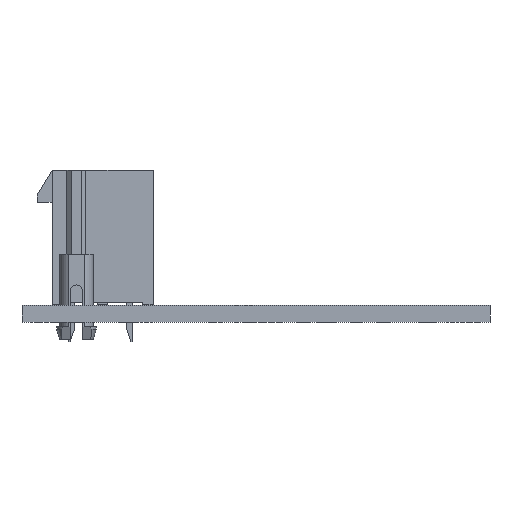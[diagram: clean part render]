
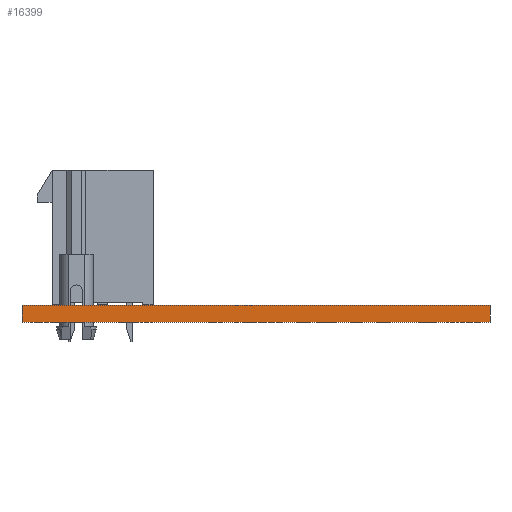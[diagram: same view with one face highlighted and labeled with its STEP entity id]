
A CAD part, front view. The second image highlights one B-rep face of the part: STEP entity #16399.
In plain terms, the highlighted planar face has unit normal (0, -1, 0).
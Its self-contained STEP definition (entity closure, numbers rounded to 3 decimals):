
#16399 = ADVANCED_FACE('',(#16400),#16414,.T.);
#16400 = FACE_BOUND('',#16401,.T.);
#16401 = EDGE_LOOP('',(#16402,#16437,#16465,#16493));
#16402 = ORIENTED_EDGE('',*,*,#16403,.T.);
#16403 = EDGE_CURVE('',#16404,#16406,#16408,.T.);
#16404 = VERTEX_POINT('',#16405);
#16405 = CARTESIAN_POINT('',(44.45,-0.,0.));
#16406 = VERTEX_POINT('',#16407);
#16407 = CARTESIAN_POINT('',(44.45,0.,1.6));
#16408 = SURFACE_CURVE('',#16409,(#16413,#16425),.PCURVE_S1.);
#16409 = LINE('',#16410,#16411);
#16410 = CARTESIAN_POINT('',(44.45,-0.,0.));
#16411 = VECTOR('',#16412,1.);
#16412 = DIRECTION('',(0.,0.,1.));
#16413 = PCURVE('',#16414,#16419);
#16414 = PLANE('',#16415);
#16415 = AXIS2_PLACEMENT_3D('',#16416,#16417,#16418);
#16416 = CARTESIAN_POINT('',(44.45,0.,0.));
#16417 = DIRECTION('',(0.,-1.,0.));
#16418 = DIRECTION('',(-1.,0.,0.));
#16419 = DEFINITIONAL_REPRESENTATION('',(#16420),#16424);
#16420 = LINE('',#16421,#16422);
#16421 = CARTESIAN_POINT('',(0.,0.));
#16422 = VECTOR('',#16423,1.);
#16423 = DIRECTION('',(0.,-1.));
#16424 = ( GEOMETRIC_REPRESENTATION_CONTEXT(2) 
PARAMETRIC_REPRESENTATION_CONTEXT() REPRESENTATION_CONTEXT('2D SPACE',''
  ) );
#16425 = PCURVE('',#16426,#16431);
#16426 = PLANE('',#16427);
#16427 = AXIS2_PLACEMENT_3D('',#16428,#16429,#16430);
#16428 = CARTESIAN_POINT('',(44.45,69.85,0.));
#16429 = DIRECTION('',(1.,0.,-0.));
#16430 = DIRECTION('',(0.,-1.,0.));
#16431 = DEFINITIONAL_REPRESENTATION('',(#16432),#16436);
#16432 = LINE('',#16433,#16434);
#16433 = CARTESIAN_POINT('',(69.85,0.));
#16434 = VECTOR('',#16435,1.);
#16435 = DIRECTION('',(0.,-1.));
#16436 = ( GEOMETRIC_REPRESENTATION_CONTEXT(2) 
PARAMETRIC_REPRESENTATION_CONTEXT() REPRESENTATION_CONTEXT('2D SPACE',''
  ) );
#16437 = ORIENTED_EDGE('',*,*,#16438,.T.);
#16438 = EDGE_CURVE('',#16406,#16439,#16441,.T.);
#16439 = VERTEX_POINT('',#16440);
#16440 = CARTESIAN_POINT('',(0.,0.,1.6));
#16441 = SURFACE_CURVE('',#16442,(#16446,#16453),.PCURVE_S1.);
#16442 = LINE('',#16443,#16444);
#16443 = CARTESIAN_POINT('',(44.45,0.,1.6));
#16444 = VECTOR('',#16445,1.);
#16445 = DIRECTION('',(-1.,0.,0.));
#16446 = PCURVE('',#16414,#16447);
#16447 = DEFINITIONAL_REPRESENTATION('',(#16448),#16452);
#16448 = LINE('',#16449,#16450);
#16449 = CARTESIAN_POINT('',(0.,-1.6));
#16450 = VECTOR('',#16451,1.);
#16451 = DIRECTION('',(1.,0.));
#16452 = ( GEOMETRIC_REPRESENTATION_CONTEXT(2) 
PARAMETRIC_REPRESENTATION_CONTEXT() REPRESENTATION_CONTEXT('2D SPACE',''
  ) );
#16453 = PCURVE('',#16454,#16459);
#16454 = PLANE('',#16455);
#16455 = AXIS2_PLACEMENT_3D('',#16456,#16457,#16458);
#16456 = CARTESIAN_POINT('',(22.225,34.925,1.6));
#16457 = DIRECTION('',(-0.,-0.,-1.));
#16458 = DIRECTION('',(-1.,0.,0.));
#16459 = DEFINITIONAL_REPRESENTATION('',(#16460),#16464);
#16460 = LINE('',#16461,#16462);
#16461 = CARTESIAN_POINT('',(-22.225,-34.925));
#16462 = VECTOR('',#16463,1.);
#16463 = DIRECTION('',(1.,0.));
#16464 = ( GEOMETRIC_REPRESENTATION_CONTEXT(2) 
PARAMETRIC_REPRESENTATION_CONTEXT() REPRESENTATION_CONTEXT('2D SPACE',''
  ) );
#16465 = ORIENTED_EDGE('',*,*,#16466,.F.);
#16466 = EDGE_CURVE('',#16467,#16439,#16469,.T.);
#16467 = VERTEX_POINT('',#16468);
#16468 = CARTESIAN_POINT('',(0.,-0.,0.));
#16469 = SURFACE_CURVE('',#16470,(#16474,#16481),.PCURVE_S1.);
#16470 = LINE('',#16471,#16472);
#16471 = CARTESIAN_POINT('',(0.,-0.,0.));
#16472 = VECTOR('',#16473,1.);
#16473 = DIRECTION('',(0.,0.,1.));
#16474 = PCURVE('',#16414,#16475);
#16475 = DEFINITIONAL_REPRESENTATION('',(#16476),#16480);
#16476 = LINE('',#16477,#16478);
#16477 = CARTESIAN_POINT('',(44.45,0.));
#16478 = VECTOR('',#16479,1.);
#16479 = DIRECTION('',(0.,-1.));
#16480 = ( GEOMETRIC_REPRESENTATION_CONTEXT(2) 
PARAMETRIC_REPRESENTATION_CONTEXT() REPRESENTATION_CONTEXT('2D SPACE',''
  ) );
#16481 = PCURVE('',#16482,#16487);
#16482 = PLANE('',#16483);
#16483 = AXIS2_PLACEMENT_3D('',#16484,#16485,#16486);
#16484 = CARTESIAN_POINT('',(0.,0.,0.));
#16485 = DIRECTION('',(-1.,0.,0.));
#16486 = DIRECTION('',(0.,1.,0.));
#16487 = DEFINITIONAL_REPRESENTATION('',(#16488),#16492);
#16488 = LINE('',#16489,#16490);
#16489 = CARTESIAN_POINT('',(0.,0.));
#16490 = VECTOR('',#16491,1.);
#16491 = DIRECTION('',(0.,-1.));
#16492 = ( GEOMETRIC_REPRESENTATION_CONTEXT(2) 
PARAMETRIC_REPRESENTATION_CONTEXT() REPRESENTATION_CONTEXT('2D SPACE',''
  ) );
#16493 = ORIENTED_EDGE('',*,*,#16494,.F.);
#16494 = EDGE_CURVE('',#16404,#16467,#16495,.T.);
#16495 = SURFACE_CURVE('',#16496,(#16500,#16507),.PCURVE_S1.);
#16496 = LINE('',#16497,#16498);
#16497 = CARTESIAN_POINT('',(44.45,-0.,0.));
#16498 = VECTOR('',#16499,1.);
#16499 = DIRECTION('',(-1.,0.,0.));
#16500 = PCURVE('',#16414,#16501);
#16501 = DEFINITIONAL_REPRESENTATION('',(#16502),#16506);
#16502 = LINE('',#16503,#16504);
#16503 = CARTESIAN_POINT('',(0.,0.));
#16504 = VECTOR('',#16505,1.);
#16505 = DIRECTION('',(1.,0.));
#16506 = ( GEOMETRIC_REPRESENTATION_CONTEXT(2) 
PARAMETRIC_REPRESENTATION_CONTEXT() REPRESENTATION_CONTEXT('2D SPACE',''
  ) );
#16507 = PCURVE('',#16508,#16513);
#16508 = PLANE('',#16509);
#16509 = AXIS2_PLACEMENT_3D('',#16510,#16511,#16512);
#16510 = CARTESIAN_POINT('',(22.225,34.925,0.));
#16511 = DIRECTION('',(-0.,-0.,-1.));
#16512 = DIRECTION('',(-1.,0.,0.));
#16513 = DEFINITIONAL_REPRESENTATION('',(#16514),#16518);
#16514 = LINE('',#16515,#16516);
#16515 = CARTESIAN_POINT('',(-22.225,-34.925));
#16516 = VECTOR('',#16517,1.);
#16517 = DIRECTION('',(1.,0.));
#16518 = ( GEOMETRIC_REPRESENTATION_CONTEXT(2) 
PARAMETRIC_REPRESENTATION_CONTEXT() REPRESENTATION_CONTEXT('2D SPACE',''
  ) );
